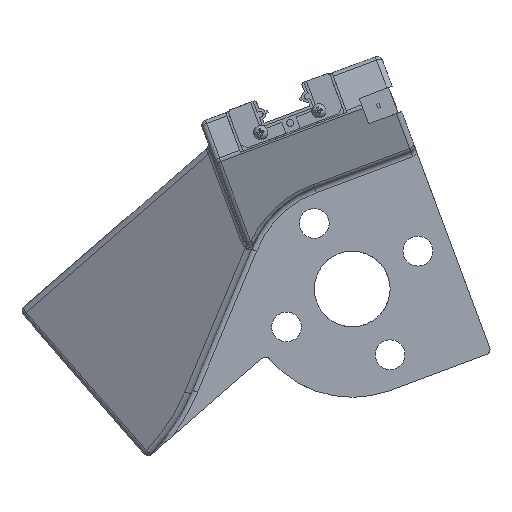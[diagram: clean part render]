
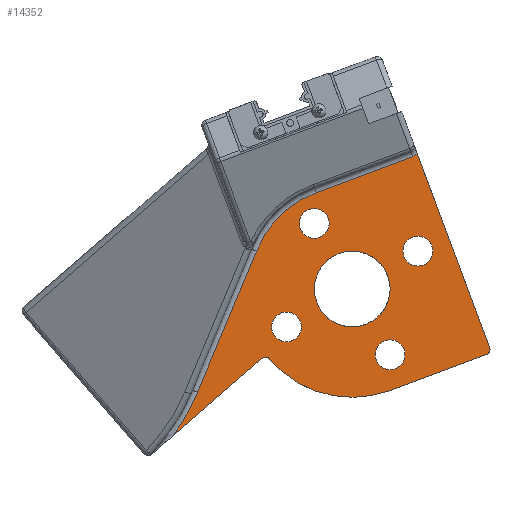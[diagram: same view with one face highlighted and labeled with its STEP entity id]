
A CAD part, front view. The second image highlights one B-rep face of the part: STEP entity #14352.
In plain terms, the highlighted planar face has unit normal (0, -1, 0).
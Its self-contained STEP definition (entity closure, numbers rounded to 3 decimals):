
#969=FACE_BOUND('',#2829,.T.);
#970=FACE_BOUND('',#2830,.T.);
#971=FACE_BOUND('',#2831,.T.);
#972=FACE_BOUND('',#2832,.T.);
#973=FACE_BOUND('',#2833,.T.);
#1353=PLANE('',#15362);
#2012=FACE_OUTER_BOUND('',#2828,.T.);
#2828=EDGE_LOOP('',(#12731,#12732,#12733,#12734,#12735,#12736,#12737,#12738,
#12739,#12740,#12741,#12742));
#2829=EDGE_LOOP('',(#12743));
#2830=EDGE_LOOP('',(#12744));
#2831=EDGE_LOOP('',(#12745));
#2832=EDGE_LOOP('',(#12746));
#2833=EDGE_LOOP('',(#12747));
#4112=LINE('',#28995,#5413);
#4123=LINE('',#29218,#5424);
#4125=LINE('',#29234,#5426);
#4126=LINE('',#29250,#5427);
#4127=LINE('',#29253,#5428);
#5413=VECTOR('',#18147,10.);
#5424=VECTOR('',#18216,10.);
#5426=VECTOR('',#18236,10.);
#5427=VECTOR('',#18247,10.);
#5428=VECTOR('',#18250,10.);
#5793=CIRCLE('',#15316,1.);
#5809=CIRCLE('',#15346,41.);
#5813=CIRCLE('',#15352,2.);
#5816=CIRCLE('',#15356,19.);
#5819=CIRCLE('',#15361,2.);
#5820=CIRCLE('',#15363,20.);
#5821=CIRCLE('',#15364,1.);
#5822=CIRCLE('',#15365,2.75);
#5823=CIRCLE('',#15366,2.75);
#5824=CIRCLE('',#15367,7.);
#5825=CIRCLE('',#15368,2.75);
#5826=CIRCLE('',#15369,2.75);
#7048=VERTEX_POINT('',#28922);
#7049=VERTEX_POINT('',#28923);
#7055=VERTEX_POINT('',#28994);
#7076=VERTEX_POINT('',#29212);
#7077=VERTEX_POINT('',#29216);
#7078=VERTEX_POINT('',#29220);
#7079=VERTEX_POINT('',#29224);
#7081=VERTEX_POINT('',#29230);
#7083=VERTEX_POINT('',#29236);
#7085=VERTEX_POINT('',#29247);
#7086=VERTEX_POINT('',#29249);
#7087=VERTEX_POINT('',#29251);
#7088=VERTEX_POINT('',#29254);
#7089=VERTEX_POINT('',#29256);
#7090=VERTEX_POINT('',#29258);
#7091=VERTEX_POINT('',#29260);
#7092=VERTEX_POINT('',#29262);
#8941=EDGE_CURVE('',#7048,#7049,#5793,.T.);
#8950=EDGE_CURVE('',#7055,#7049,#4112,.T.);
#8985=EDGE_CURVE('',#7055,#7076,#5809,.T.);
#8988=EDGE_CURVE('',#7076,#7077,#4123,.T.);
#8990=EDGE_CURVE('',#7077,#7078,#5813,.T.);
#8993=EDGE_CURVE('',#7078,#7079,#5816,.T.);
#8996=EDGE_CURVE('',#7079,#7081,#4125,.T.);
#8999=EDGE_CURVE('',#7081,#7083,#5819,.T.);
#9000=EDGE_CURVE('',#7085,#7048,#5820,.T.);
#9001=EDGE_CURVE('',#7085,#7086,#4126,.T.);
#9002=EDGE_CURVE('',#7087,#7086,#5821,.T.);
#9003=EDGE_CURVE('',#7087,#7083,#4127,.T.);
#9004=EDGE_CURVE('',#7088,#7088,#5822,.T.);
#9005=EDGE_CURVE('',#7089,#7089,#5823,.T.);
#9006=EDGE_CURVE('',#7090,#7090,#5824,.T.);
#9007=EDGE_CURVE('',#7091,#7091,#5825,.T.);
#9008=EDGE_CURVE('',#7092,#7092,#5826,.T.);
#12731=ORIENTED_EDGE('',*,*,#8999,.F.);
#12732=ORIENTED_EDGE('',*,*,#8996,.F.);
#12733=ORIENTED_EDGE('',*,*,#8993,.F.);
#12734=ORIENTED_EDGE('',*,*,#8990,.F.);
#12735=ORIENTED_EDGE('',*,*,#8988,.F.);
#12736=ORIENTED_EDGE('',*,*,#8985,.F.);
#12737=ORIENTED_EDGE('',*,*,#8950,.T.);
#12738=ORIENTED_EDGE('',*,*,#8941,.F.);
#12739=ORIENTED_EDGE('',*,*,#9000,.F.);
#12740=ORIENTED_EDGE('',*,*,#9001,.T.);
#12741=ORIENTED_EDGE('',*,*,#9002,.F.);
#12742=ORIENTED_EDGE('',*,*,#9003,.T.);
#12743=ORIENTED_EDGE('',*,*,#9004,.T.);
#12744=ORIENTED_EDGE('',*,*,#9005,.T.);
#12745=ORIENTED_EDGE('',*,*,#9006,.T.);
#12746=ORIENTED_EDGE('',*,*,#9007,.T.);
#12747=ORIENTED_EDGE('',*,*,#9008,.T.);
#14352=ADVANCED_FACE('',(#2012,#969,#970,#971,#972,#973),#1353,.F.);
#15316=AXIS2_PLACEMENT_3D('',#28924,#18133,#18134);
#15346=AXIS2_PLACEMENT_3D('',#29213,#18208,#18209);
#15352=AXIS2_PLACEMENT_3D('',#29222,#18221,#18222);
#15356=AXIS2_PLACEMENT_3D('',#29228,#18229,#18230);
#15361=AXIS2_PLACEMENT_3D('',#29245,#18241,#18242);
#15362=AXIS2_PLACEMENT_3D('',#29246,#18243,#18244);
#15363=AXIS2_PLACEMENT_3D('',#29248,#18245,#18246);
#15364=AXIS2_PLACEMENT_3D('',#29252,#18248,#18249);
#15365=AXIS2_PLACEMENT_3D('',#29255,#18251,#18252);
#15366=AXIS2_PLACEMENT_3D('',#29257,#18253,#18254);
#15367=AXIS2_PLACEMENT_3D('',#29259,#18255,#18256);
#15368=AXIS2_PLACEMENT_3D('',#29261,#18257,#18258);
#15369=AXIS2_PLACEMENT_3D('',#29263,#18259,#18260);
#18133=DIRECTION('center_axis',(0.,-1.,0.));
#18134=DIRECTION('ref_axis',(0.076,0.,0.997));
#18147=DIRECTION('',(0.755,0.,0.656));
#18208=DIRECTION('center_axis',(0.,-1.,0.));
#18209=DIRECTION('ref_axis',(0.834,0.,-0.553));
#18216=DIRECTION('',(0.386,0.,0.922));
#18221=DIRECTION('center_axis',(0.,-1.,0.));
#18222=DIRECTION('ref_axis',(0.926,0.,-0.377));
#18229=DIRECTION('center_axis',(0.,1.,0.));
#18230=DIRECTION('ref_axis',(-0.7,0.,0.714));
#18236=DIRECTION('',(0.937,0.,0.35));
#18241=DIRECTION('center_axis',(0.,-1.,0.));
#18242=DIRECTION('ref_axis',(0.91,0.,-0.415));
#18243=DIRECTION('center_axis',(0.,1.,0.));
#18244=DIRECTION('ref_axis',(-0.35,0.,0.937));
#18245=DIRECTION('center_axis',(0.,1.,0.));
#18246=DIRECTION('ref_axis',(1.,0.,0.));
#18247=DIRECTION('',(0.937,0.,0.35));
#18248=DIRECTION('center_axis',(0.,1.,0.));
#18249=DIRECTION('ref_axis',(0.91,0.,-0.415));
#18250=DIRECTION('',(-0.35,0.,0.937));
#18251=DIRECTION('center_axis',(0.,1.,0.));
#18252=DIRECTION('ref_axis',(-1.,0.,0.));
#18253=DIRECTION('center_axis',(0.,1.,0.));
#18254=DIRECTION('ref_axis',(-1.,0.,0.));
#18255=DIRECTION('center_axis',(0.,1.,0.));
#18256=DIRECTION('ref_axis',(-1.,0.,0.));
#18257=DIRECTION('center_axis',(0.,1.,0.));
#18258=DIRECTION('ref_axis',(-1.,0.,0.));
#18259=DIRECTION('center_axis',(0.,1.,0.));
#18260=DIRECTION('ref_axis',(-1.,0.,0.));
#28922=CARTESIAN_POINT('',(-28.38,-321.679,468.614));
#28923=CARTESIAN_POINT('',(-29.798,-321.679,468.722));
#28924=CARTESIAN_POINT('Origin',(-29.142,-321.679,467.967));
#28994=CARTESIAN_POINT('',(-46.154,-321.679,454.523));
#28995=CARTESIAN_POINT('',(-15.573,-321.679,481.07));
#29212=CARTESIAN_POINT('',(-41.702,-321.679,462.513));
#29213=CARTESIAN_POINT('Origin',(-79.519,-321.679,478.352));
#29216=CARTESIAN_POINT('',(-30.813,-321.679,488.51));
#29218=CARTESIAN_POINT('',(-33.674,-321.679,481.68));
#29220=CARTESIAN_POINT('',(-30.798,-321.679,488.547));
#29222=CARTESIAN_POINT('Origin',(-32.658,-321.679,489.283));
#29224=CARTESIAN_POINT('',(-19.779,-321.679,499.355));
#29228=CARTESIAN_POINT('Origin',(-13.131,-321.679,481.556));
#29230=CARTESIAN_POINT('',(-1.98,-321.679,506.002));
#29234=CARTESIAN_POINT('',(-0.435,-321.679,506.579));
#29236=CARTESIAN_POINT('',(-1.137,-321.679,506.603));
#29245=CARTESIAN_POINT('Origin',(-2.68,-321.679,507.876));
#29246=CARTESIAN_POINT('Origin',(-13.129,-321.679,481.556));
#29247=CARTESIAN_POINT('',(-6.134,-321.679,462.82));
#29248=CARTESIAN_POINT('Origin',(-13.131,-321.679,481.556));
#29249=CARTESIAN_POINT('',(11.666,-321.679,469.467));
#29250=CARTESIAN_POINT('',(-6.134,-321.679,462.82));
#29251=CARTESIAN_POINT('',(12.252,-321.679,470.754));
#29252=CARTESIAN_POINT('Origin',(11.316,-321.679,470.404));
#29253=CARTESIAN_POINT('',(5.605,-321.679,488.553));
#29254=CARTESIAN_POINT('',(-22.506,-321.679,474.556));
#29255=CARTESIAN_POINT('Origin',(-25.256,-321.679,474.556));
#29256=CARTESIAN_POINT('',(-17.381,-321.679,493.68));
#29257=CARTESIAN_POINT('Origin',(-20.131,-321.679,493.68));
#29258=CARTESIAN_POINT('',(-6.131,-321.679,481.556));
#29259=CARTESIAN_POINT('Origin',(-13.131,-321.679,481.556));
#29260=CARTESIAN_POINT('',(-3.381,-321.679,469.431));
#29261=CARTESIAN_POINT('Origin',(-6.131,-321.679,469.431));
#29262=CARTESIAN_POINT('',(1.743,-321.679,488.556));
#29263=CARTESIAN_POINT('Origin',(-1.007,-321.679,488.556));
